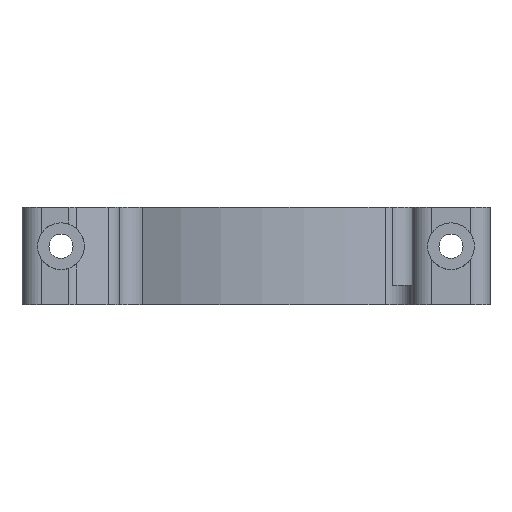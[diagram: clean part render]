
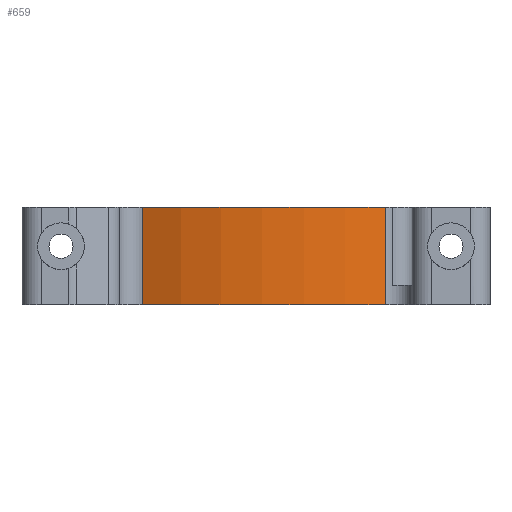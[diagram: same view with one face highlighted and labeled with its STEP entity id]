
A CAD part, front view. The second image highlights one B-rep face of the part: STEP entity #659.
In plain terms, the highlighted cylindrical face has radius 75.725 mm (diameter 151.45 mm), a partial arc.
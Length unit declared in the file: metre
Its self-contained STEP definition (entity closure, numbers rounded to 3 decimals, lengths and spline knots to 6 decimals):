
#30=CYLINDRICAL_SURFACE('',#739,0.075725);
#71=LINE('',#1129,#124);
#72=LINE('',#1133,#125);
#124=VECTOR('',#904,1.);
#125=VECTOR('',#909,1.);
#252=ORIENTED_EDGE('',*,*,#402,.F.);
#253=ORIENTED_EDGE('',*,*,#403,.F.);
#254=ORIENTED_EDGE('',*,*,#404,.T.);
#255=ORIENTED_EDGE('',*,*,#385,.T.);
#385=EDGE_CURVE('',#470,#469,#513,.T.);
#402=EDGE_CURVE('',#478,#469,#71,.T.);
#403=EDGE_CURVE('',#479,#478,#519,.F.);
#404=EDGE_CURVE('',#479,#470,#72,.T.);
#469=VERTEX_POINT('',#1089);
#470=VERTEX_POINT('',#1091);
#478=VERTEX_POINT('',#1128);
#479=VERTEX_POINT('',#1132);
#513=CIRCLE('',#726,0.075725);
#519=CIRCLE('',#740,0.075725);
#555=EDGE_LOOP('',(#252,#253,#254,#255));
#600=FACE_BOUND('',#555,.T.);
#659=ADVANCED_FACE('',(#600),#30,.T.);
#726=AXIS2_PLACEMENT_3D('',#1090,#870,#871);
#739=AXIS2_PLACEMENT_3D('',#1130,#905,#906);
#740=AXIS2_PLACEMENT_3D('',#1131,#907,#908);
#870=DIRECTION('',(0.,0.,-1.));
#871=DIRECTION('',(-1.,0.,0.));
#904=DIRECTION('',(0.,0.,1.));
#905=DIRECTION('',(0.,0.,1.));
#906=DIRECTION('',(1.,0.,0.));
#907=DIRECTION('',(0.,0.,1.));
#908=DIRECTION('',(1.,0.,0.));
#909=DIRECTION('',(0.,0.,1.));
#1089=CARTESIAN_POINT('',(-0.872171,0.831956,0.025));
#1090=CARTESIAN_POINT('',(-0.837586,0.899321,0.025));
#1091=CARTESIAN_POINT('',(-0.809833,0.828865,0.025));
#1128=CARTESIAN_POINT('',(-0.872171,0.831956,0.));
#1129=CARTESIAN_POINT('',(-0.872171,0.831956,0.004998));
#1130=CARTESIAN_POINT('',(-0.837586,0.899321,0.004998));
#1131=CARTESIAN_POINT('',(-0.837586,0.899321,0.));
#1132=CARTESIAN_POINT('',(-0.809833,0.828865,0.));
#1133=CARTESIAN_POINT('',(-0.809833,0.828865,0.004998));
